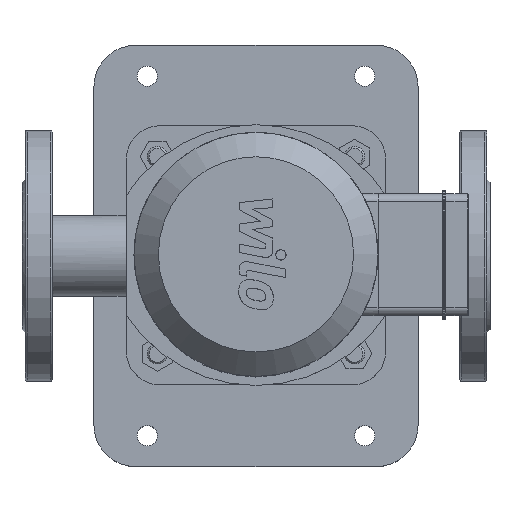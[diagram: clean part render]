
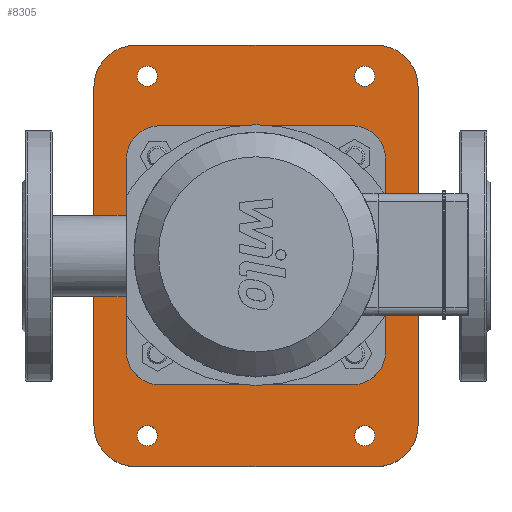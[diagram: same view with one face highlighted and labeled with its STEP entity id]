
A CAD part, top view. The second image highlights one B-rep face of the part: STEP entity #8305.
In plain terms, the highlighted planar face has unit normal (0, 0, 1).
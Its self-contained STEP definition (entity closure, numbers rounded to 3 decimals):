
#659=LINE('',#14241,#1356);
#666=LINE('',#14255,#1363);
#667=LINE('',#14259,#1364);
#668=LINE('',#14263,#1365);
#669=LINE('',#14275,#1366);
#670=LINE('',#14279,#1367);
#671=LINE('',#14283,#1368);
#672=LINE('',#14287,#1369);
#1356=VECTOR('',#11328,144.);
#1363=VECTOR('',#11337,202.);
#1364=VECTOR('',#11340,144.);
#1365=VECTOR('',#11343,202.);
#1366=VECTOR('',#11354,90.);
#1367=VECTOR('',#11357,90.);
#1368=VECTOR('',#11360,90.);
#1369=VECTOR('',#11363,90.);
#1798=PLANE('',#9153);
#1910=FACE_BOUND('',#2874,.T.);
#1911=FACE_BOUND('',#2875,.T.);
#1912=FACE_BOUND('',#2876,.T.);
#1913=FACE_BOUND('',#2877,.T.);
#1914=FACE_BOUND('',#2878,.T.);
#2343=FACE_OUTER_BOUND('',#2873,.T.);
#2873=EDGE_LOOP('',(#7401,#7402,#7403,#7404,#7405,#7406,#7407,#7408));
#2874=EDGE_LOOP('',(#7409));
#2875=EDGE_LOOP('',(#7410));
#2876=EDGE_LOOP('',(#7411));
#2877=EDGE_LOOP('',(#7412));
#2878=EDGE_LOOP('',(#7413,#7414,#7415,#7416,#7417,#7418,#7419,#7420));
#3400=CIRCLE('',#9151,25.);
#3401=CIRCLE('',#9154,25.);
#3402=CIRCLE('',#9155,25.);
#3403=CIRCLE('',#9156,25.);
#3404=CIRCLE('',#9157,6.);
#3405=CIRCLE('',#9158,6.);
#3406=CIRCLE('',#9159,6.);
#3407=CIRCLE('',#9160,6.);
#3408=CIRCLE('',#9161,25.);
#3409=CIRCLE('',#9162,25.);
#3410=CIRCLE('',#9163,25.);
#3411=CIRCLE('',#9164,25.);
#4100=VERTEX_POINT('',#14234);
#4101=VERTEX_POINT('',#14236);
#4102=VERTEX_POINT('',#14240);
#4108=VERTEX_POINT('',#14254);
#4109=VERTEX_POINT('',#14256);
#4110=VERTEX_POINT('',#14258);
#4111=VERTEX_POINT('',#14260);
#4112=VERTEX_POINT('',#14262);
#4113=VERTEX_POINT('',#14265);
#4114=VERTEX_POINT('',#14267);
#4115=VERTEX_POINT('',#14269);
#4116=VERTEX_POINT('',#14271);
#4117=VERTEX_POINT('',#14273);
#4118=VERTEX_POINT('',#14274);
#4119=VERTEX_POINT('',#14276);
#4120=VERTEX_POINT('',#14278);
#4121=VERTEX_POINT('',#14280);
#4122=VERTEX_POINT('',#14282);
#4123=VERTEX_POINT('',#14284);
#4124=VERTEX_POINT('',#14286);
#5231=EDGE_CURVE('',#4100,#4101,#3400,.T.);
#5233=EDGE_CURVE('',#4102,#4101,#659,.T.);
#5240=EDGE_CURVE('',#4100,#4108,#666,.T.);
#5241=EDGE_CURVE('',#4109,#4108,#3401,.T.);
#5242=EDGE_CURVE('',#4109,#4110,#667,.T.);
#5243=EDGE_CURVE('',#4111,#4110,#3402,.T.);
#5244=EDGE_CURVE('',#4111,#4112,#668,.T.);
#5245=EDGE_CURVE('',#4102,#4112,#3403,.T.);
#5246=EDGE_CURVE('',#4113,#4113,#3404,.T.);
#5247=EDGE_CURVE('',#4114,#4114,#3405,.T.);
#5248=EDGE_CURVE('',#4115,#4115,#3406,.T.);
#5249=EDGE_CURVE('',#4116,#4116,#3407,.T.);
#5250=EDGE_CURVE('',#4117,#4118,#669,.T.);
#5251=EDGE_CURVE('',#4118,#4119,#3408,.T.);
#5252=EDGE_CURVE('',#4119,#4120,#670,.T.);
#5253=EDGE_CURVE('',#4120,#4121,#3409,.T.);
#5254=EDGE_CURVE('',#4121,#4122,#671,.T.);
#5255=EDGE_CURVE('',#4122,#4123,#3410,.T.);
#5256=EDGE_CURVE('',#4123,#4124,#672,.T.);
#5257=EDGE_CURVE('',#4124,#4117,#3411,.T.);
#7401=ORIENTED_EDGE('',*,*,#5231,.F.);
#7402=ORIENTED_EDGE('',*,*,#5240,.T.);
#7403=ORIENTED_EDGE('',*,*,#5241,.F.);
#7404=ORIENTED_EDGE('',*,*,#5242,.T.);
#7405=ORIENTED_EDGE('',*,*,#5243,.F.);
#7406=ORIENTED_EDGE('',*,*,#5244,.T.);
#7407=ORIENTED_EDGE('',*,*,#5245,.F.);
#7408=ORIENTED_EDGE('',*,*,#5233,.T.);
#7409=ORIENTED_EDGE('',*,*,#5246,.T.);
#7410=ORIENTED_EDGE('',*,*,#5247,.T.);
#7411=ORIENTED_EDGE('',*,*,#5248,.T.);
#7412=ORIENTED_EDGE('',*,*,#5249,.T.);
#7413=ORIENTED_EDGE('',*,*,#5250,.T.);
#7414=ORIENTED_EDGE('',*,*,#5251,.T.);
#7415=ORIENTED_EDGE('',*,*,#5252,.T.);
#7416=ORIENTED_EDGE('',*,*,#5253,.T.);
#7417=ORIENTED_EDGE('',*,*,#5254,.T.);
#7418=ORIENTED_EDGE('',*,*,#5255,.T.);
#7419=ORIENTED_EDGE('',*,*,#5256,.T.);
#7420=ORIENTED_EDGE('',*,*,#5257,.T.);
#8305=ADVANCED_FACE('',(#2343,#1910,#1911,#1912,#1913,#1914),#1798,.F.);
#9151=AXIS2_PLACEMENT_3D('',#14237,#11323,#11324);
#9153=AXIS2_PLACEMENT_3D('',#14253,#11335,#11336);
#9154=AXIS2_PLACEMENT_3D('',#14257,#11338,#11339);
#9155=AXIS2_PLACEMENT_3D('',#14261,#11341,#11342);
#9156=AXIS2_PLACEMENT_3D('',#14264,#11344,#11345);
#9157=AXIS2_PLACEMENT_3D('',#14266,#11346,#11347);
#9158=AXIS2_PLACEMENT_3D('',#14268,#11348,#11349);
#9159=AXIS2_PLACEMENT_3D('',#14270,#11350,#11351);
#9160=AXIS2_PLACEMENT_3D('',#14272,#11352,#11353);
#9161=AXIS2_PLACEMENT_3D('',#14277,#11355,#11356);
#9162=AXIS2_PLACEMENT_3D('',#14281,#11358,#11359);
#9163=AXIS2_PLACEMENT_3D('',#14285,#11361,#11362);
#9164=AXIS2_PLACEMENT_3D('',#14288,#11364,#11365);
#11323=DIRECTION('center_axis',(0.,0.,-1.));
#11324=DIRECTION('ref_axis',(0.707,-0.707,0.));
#11328=DIRECTION('',(1.,0.,0.));
#11335=DIRECTION('center_axis',(0.,0.,-1.));
#11336=DIRECTION('ref_axis',(0.,-1.,0.));
#11337=DIRECTION('',(0.,1.,0.));
#11338=DIRECTION('center_axis',(0.,0.,-1.));
#11339=DIRECTION('ref_axis',(0.707,0.707,0.));
#11340=DIRECTION('',(-1.,0.,0.));
#11341=DIRECTION('center_axis',(0.,0.,-1.));
#11342=DIRECTION('ref_axis',(-0.707,0.707,0.));
#11343=DIRECTION('',(0.,-1.,0.));
#11344=DIRECTION('center_axis',(0.,0.,-1.));
#11345=DIRECTION('ref_axis',(-0.707,-0.707,0.));
#11346=DIRECTION('center_axis',(0.,0.,-1.));
#11347=DIRECTION('ref_axis',(0.,1.,0.));
#11348=DIRECTION('center_axis',(0.,0.,-1.));
#11349=DIRECTION('ref_axis',(0.,1.,0.));
#11350=DIRECTION('center_axis',(0.,0.,-1.));
#11351=DIRECTION('ref_axis',(0.,1.,0.));
#11352=DIRECTION('center_axis',(0.,0.,-1.));
#11353=DIRECTION('ref_axis',(0.,1.,0.));
#11354=DIRECTION('',(-1.,0.,0.));
#11355=DIRECTION('center_axis',(0.,0.,-1.));
#11356=DIRECTION('ref_axis',(-1.,0.,0.));
#11357=DIRECTION('',(0.,1.,0.));
#11358=DIRECTION('center_axis',(0.,0.,-1.));
#11359=DIRECTION('ref_axis',(0.,1.,0.));
#11360=DIRECTION('',(1.,0.,0.));
#11361=DIRECTION('center_axis',(0.,0.,-1.));
#11362=DIRECTION('ref_axis',(1.,0.,0.));
#11363=DIRECTION('',(0.,-1.,0.));
#11364=DIRECTION('center_axis',(0.,0.,-1.));
#11365=DIRECTION('ref_axis',(0.,-1.,0.));
#14234=CARTESIAN_POINT('',(97.,-101.,24.75));
#14236=CARTESIAN_POINT('',(72.,-126.,24.75));
#14237=CARTESIAN_POINT('Origin',(72.,-101.,24.75));
#14240=CARTESIAN_POINT('',(-72.,-126.,24.75));
#14241=CARTESIAN_POINT('',(-97.,-126.,24.75));
#14253=CARTESIAN_POINT('Origin',(0.,0.,
24.75));
#14254=CARTESIAN_POINT('',(97.,101.,24.75));
#14255=CARTESIAN_POINT('',(97.,-126.,24.75));
#14256=CARTESIAN_POINT('',(72.,126.,24.75));
#14257=CARTESIAN_POINT('Origin',(72.,101.,24.75));
#14258=CARTESIAN_POINT('',(-72.,126.,24.75));
#14259=CARTESIAN_POINT('',(97.,126.,24.75));
#14260=CARTESIAN_POINT('',(-97.,101.,24.75));
#14261=CARTESIAN_POINT('Origin',(-72.,101.,24.75));
#14262=CARTESIAN_POINT('',(-97.,-101.,24.75));
#14263=CARTESIAN_POINT('',(-97.,126.,24.75));
#14264=CARTESIAN_POINT('Origin',(-72.,-101.,24.75));
#14265=CARTESIAN_POINT('',(-65.,101.5,24.75));
#14266=CARTESIAN_POINT('Origin',(-65.,107.5,24.75));
#14267=CARTESIAN_POINT('',(-65.,-113.5,24.75));
#14268=CARTESIAN_POINT('Origin',(-65.,-107.5,24.75));
#14269=CARTESIAN_POINT('',(65.,101.5,24.75));
#14270=CARTESIAN_POINT('Origin',(65.,107.5,24.75));
#14271=CARTESIAN_POINT('',(65.,-113.5,24.75));
#14272=CARTESIAN_POINT('Origin',(65.,-107.5,24.75));
#14273=CARTESIAN_POINT('',(45.,-70.,24.75));
#14274=CARTESIAN_POINT('',(-45.,-70.,24.75));
#14275=CARTESIAN_POINT('',(22.5,-70.,24.75));
#14276=CARTESIAN_POINT('',(-70.,-45.,24.75));
#14277=CARTESIAN_POINT('Origin',(-45.,-45.,24.75));
#14278=CARTESIAN_POINT('',(-70.,45.,24.75));
#14279=CARTESIAN_POINT('',(-70.,-22.5,24.75));
#14280=CARTESIAN_POINT('',(-45.,70.,24.75));
#14281=CARTESIAN_POINT('Origin',(-45.,45.,24.75));
#14282=CARTESIAN_POINT('',(45.,70.,24.75));
#14283=CARTESIAN_POINT('',(-22.5,70.,24.75));
#14284=CARTESIAN_POINT('',(70.,45.,24.75));
#14285=CARTESIAN_POINT('Origin',(45.,45.,24.75));
#14286=CARTESIAN_POINT('',(70.,-45.,24.75));
#14287=CARTESIAN_POINT('',(70.,22.5,24.75));
#14288=CARTESIAN_POINT('Origin',(45.,-45.,24.75));
